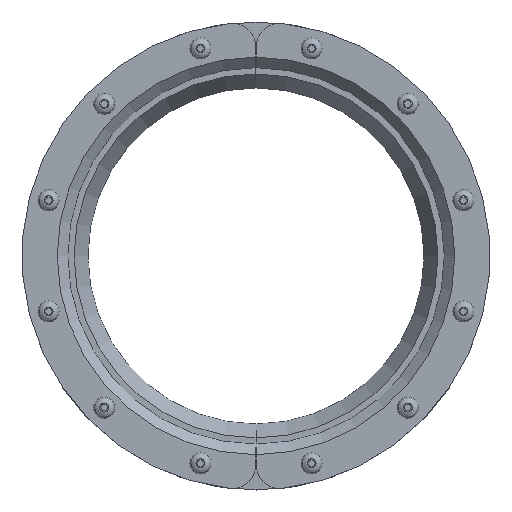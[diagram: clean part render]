
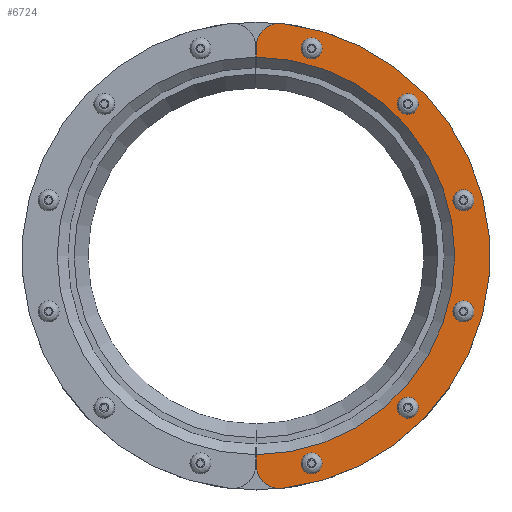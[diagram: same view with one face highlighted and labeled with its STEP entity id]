
A CAD part, top view. The second image highlights one B-rep face of the part: STEP entity #6724.
In plain terms, the highlighted free-form (B-spline) face has degree [1, 1] with [2, 2] control points.
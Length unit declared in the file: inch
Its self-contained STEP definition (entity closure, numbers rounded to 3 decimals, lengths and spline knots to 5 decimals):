
#6209=CARTESIAN_POINT('',(-291.84234,-62.80789,1.0625));
#6210=VERTEX_POINT('',#6209);
#6211=CARTESIAN_POINT('',(-291.91234,-62.68664,1.0625));
#6212=DIRECTION('',(0.0,0.0,1.));
#6213=DIRECTION('',(-0.5,0.866,0.0));
#6214=AXIS2_PLACEMENT_3D('',#6211,#6212,#6213);
#6215=CIRCLE('',#6214,0.14);
#6216=EDGE_CURVE('',#6210,#6210,#6215,.T.);
#6258=CARTESIAN_POINT('',(-290.82441,-67.12936,1.0625));
#6259=VERTEX_POINT('',#6258);
#6260=CARTESIAN_POINT('',(-290.75441,-67.00812,1.0625));
#6261=DIRECTION('',(0.0,0.0,1.));
#6262=DIRECTION('',(0.5,0.866,0.0));
#6263=AXIS2_PLACEMENT_3D('',#6260,#6261,#6262);
#6264=CIRCLE('',#6263,0.14);
#6265=EDGE_CURVE('',#6259,#6259,#6264,.T.);
#6307=CARTESIAN_POINT('',(-294.05795,-70.17166,1.0625));
#6308=VERTEX_POINT('',#6307);
#6309=CARTESIAN_POINT('',(-293.91795,-70.17166,1.0625));
#6310=DIRECTION('',(0.0,0.0,1.0));
#6311=DIRECTION('',(1.0,0.0,0.0));
#6312=AXIS2_PLACEMENT_3D('',#6309,#6310,#6311);
#6313=CIRCLE('',#6312,0.14);
#6314=EDGE_CURVE('',#6308,#6308,#6313,.T.);
#6356=CARTESIAN_POINT('',(-292.03359,-69.08372,1.0625));
#6357=VERTEX_POINT('',#6356);
#6358=CARTESIAN_POINT('',(-291.91234,-69.01372,1.0625));
#6359=DIRECTION('',(0.0,0.0,1.0));
#6360=DIRECTION('',(0.866,0.5,0.0));
#6361=AXIS2_PLACEMENT_3D('',#6358,#6359,#6360);
#6362=CIRCLE('',#6361,0.14);
#6363=EDGE_CURVE('',#6357,#6357,#6362,.T.);
#6405=CARTESIAN_POINT('',(-290.75441,-64.83225,1.0625));
#6406=VERTEX_POINT('',#6405);
#6407=CARTESIAN_POINT('',(-290.75441,-64.69225,1.0625));
#6408=DIRECTION('',(0.0,0.0,1.0));
#6409=DIRECTION('',(0.0,1.0,0.0));
#6410=AXIS2_PLACEMENT_3D('',#6407,#6408,#6409);
#6411=CIRCLE('',#6410,0.14);
#6412=EDGE_CURVE('',#6406,#6406,#6411,.T.);
#6454=CARTESIAN_POINT('',(-293.7967,-61.59871,1.0625));
#6455=VERTEX_POINT('',#6454);
#6456=CARTESIAN_POINT('',(-293.91795,-61.52871,1.0625));
#6457=DIRECTION('',(0.0,0.0,1.));
#6458=DIRECTION('',(-0.866,0.5,0.0));
#6459=AXIS2_PLACEMENT_3D('',#6456,#6457,#6458);
#6460=CIRCLE('',#6459,0.14);
#6461=EDGE_CURVE('',#6455,#6455,#6460,.T.);
#6503=CARTESIAN_POINT('',(-295.07588,-61.50385,1.0625));
#6504=VERTEX_POINT('',#6503);
#6505=CARTESIAN_POINT('',(-294.51874,-61.00712,1.0625));
#6506=VERTEX_POINT('',#6505);
#6507=CARTESIAN_POINT('',(-294.57588,-61.50385,1.0625));
#6508=DIRECTION('',(0.0,0.0,-1.0));
#6509=DIRECTION('',(-0.665,0.746,0.0));
#6510=AXIS2_PLACEMENT_3D('',#6507,#6508,#6509);
#6511=CIRCLE('',#6510,0.5);
#6512=EDGE_CURVE('',#6504,#6506,#6511,.T.);
#6563=CARTESIAN_POINT('',(-295.07588,-70.19652,1.0625));
#6564=VERTEX_POINT('',#6563);
#6571=CARTESIAN_POINT('',(-295.07588,-69.99065,1.0625));
#6572=VERTEX_POINT('',#6571);
#6573=CARTESIAN_POINT('',(-295.07588,-70.19652,1.0625));
#6574=DIRECTION('',(0.0,1.0,0.0));
#6575=VECTOR('',#6574,0.20587);
#6576=LINE('',#6573,#6575);
#6577=EDGE_CURVE('',#6564,#6572,#6576,.T.);
#6614=CARTESIAN_POINT('',(-294.51874,-70.69324,1.0625));
#6615=VERTEX_POINT('',#6614);
#6616=CARTESIAN_POINT('',(-294.57588,-70.19652,1.0625));
#6617=DIRECTION('',(0.0,0.0,-1.0));
#6618=DIRECTION('',(-0.665,-0.746,0.0));
#6619=AXIS2_PLACEMENT_3D('',#6616,#6617,#6618);
#6620=CIRCLE('',#6619,0.5);
#6621=EDGE_CURVE('',#6615,#6564,#6620,.T.);
#6647=CARTESIAN_POINT('',(-295.07588,-61.70971,1.0625));
#6648=VERTEX_POINT('',#6647);
#6649=CARTESIAN_POINT('',(-295.07588,-61.70971,1.0625));
#6650=DIRECTION('',(0.0,1.0,0.0));
#6651=VECTOR('',#6650,0.20587);
#6652=LINE('',#6649,#6651);
#6653=EDGE_CURVE('',#6648,#6504,#6652,.T.);
#6681=CARTESIAN_POINT('',(-295.07588,-70.69652,1.0625));
#6682=CARTESIAN_POINT('',(-290.20088,-70.69652,1.0625));
#6683=CARTESIAN_POINT('',(-295.07588,-61.00385,1.0625));
#6684=CARTESIAN_POINT('',(-290.20088,-61.00385,1.0625));
#6685=B_SPLINE_SURFACE_WITH_KNOTS('',1,1,((#6681,#6683),(#6682,#6684)),.UNSPECIFIED.,.F.,.F.,.U.,(2,2),(2,2),(0.0,4.875),(0.0,9.69267),.UNSPECIFIED.);
#6686=ORIENTED_EDGE('',*,*,#6653,.F.);
#6687=CARTESIAN_POINT('',(-295.07588,-65.85018,1.0625));
#6688=DIRECTION('',(0.0,0.0,1.0));
#6689=DIRECTION('',(0.0,-1.0,0.0));
#6690=AXIS2_PLACEMENT_3D('',#6687,#6688,#6689);
#6691=CIRCLE('',#6690,4.14047);
#6692=EDGE_CURVE('',#6572,#6648,#6691,.T.);
#6693=ORIENTED_EDGE('',*,*,#6692,.F.);
#6694=ORIENTED_EDGE('',*,*,#6577,.F.);
#6695=ORIENTED_EDGE('',*,*,#6621,.F.);
#6696=CARTESIAN_POINT('',(-295.07588,-65.85018,1.0625));
#6697=DIRECTION('',(0.0,0.0,1.0));
#6698=DIRECTION('',(0.0,-1.0,0.0));
#6699=AXIS2_PLACEMENT_3D('',#6696,#6697,#6698);
#6700=CIRCLE('',#6699,4.875);
#6701=EDGE_CURVE('',#6615,#6506,#6700,.T.);
#6702=ORIENTED_EDGE('',*,*,#6701,.T.);
#6703=ORIENTED_EDGE('',*,*,#6512,.F.);
#6704=EDGE_LOOP('',(#6686,#6693,#6694,#6695,#6702,#6703));
#6705=FACE_OUTER_BOUND('',#6704,.T.);
#6706=ORIENTED_EDGE('',*,*,#6216,.F.);
#6707=EDGE_LOOP('',(#6706));
#6708=FACE_BOUND('',#6707,.T.);
#6709=ORIENTED_EDGE('',*,*,#6265,.F.);
#6710=EDGE_LOOP('',(#6709));
#6711=FACE_BOUND('',#6710,.T.);
#6712=ORIENTED_EDGE('',*,*,#6314,.F.);
#6713=EDGE_LOOP('',(#6712));
#6714=FACE_BOUND('',#6713,.T.);
#6715=ORIENTED_EDGE('',*,*,#6363,.F.);
#6716=EDGE_LOOP('',(#6715));
#6717=FACE_BOUND('',#6716,.T.);
#6718=ORIENTED_EDGE('',*,*,#6412,.F.);
#6719=EDGE_LOOP('',(#6718));
#6720=FACE_BOUND('',#6719,.T.);
#6721=ORIENTED_EDGE('',*,*,#6461,.F.);
#6722=EDGE_LOOP('',(#6721));
#6723=FACE_BOUND('',#6722,.T.);
#6724=ADVANCED_FACE('',(#6705,#6708,#6711,#6714,#6717,#6720,#6723),#6685,.T.);
